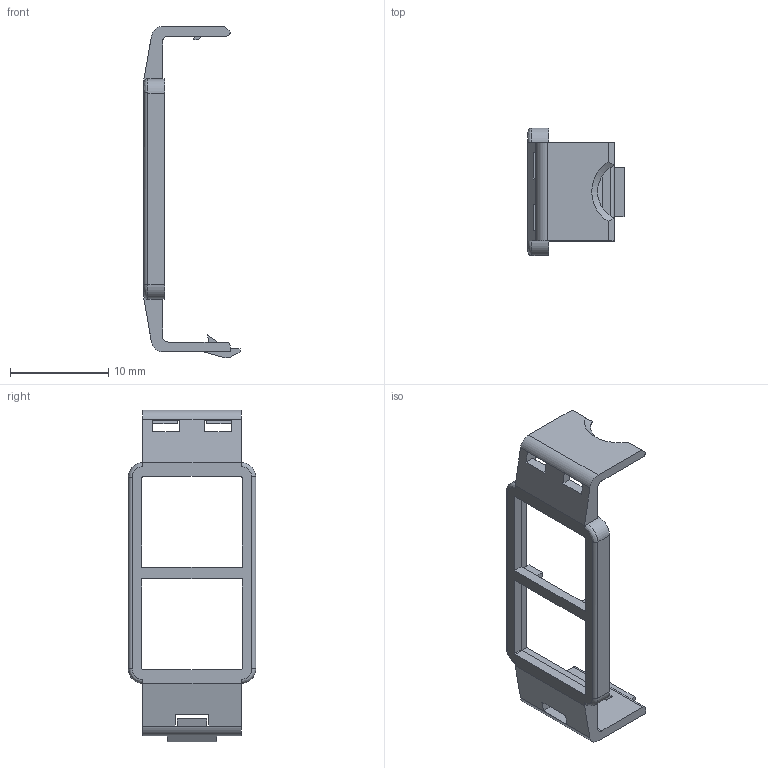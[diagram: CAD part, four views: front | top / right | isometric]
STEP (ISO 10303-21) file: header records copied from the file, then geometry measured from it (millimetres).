
FILE_DESCRIPTION (( 'STEP AP214' ), '1' );
FILE_NAME ('stqm0.step', '2018-04-12T21:18:26', ( '' ), ( '' ), 'SwSTEP 2.0', 'SolidWorks 2017', '' );
FILE_SCHEMA (( 'AUTOMOTIVE_DESIGN' ));
Length unit declared in the file: inch
Products named in the file (1): stqm0
Bounding box: 9.8 x 13 x 33.8 mm (x, y, z)
Volume: 416.3 mm3; surface area: 1045.7 mm2
Topology: 1 solids, 1 shells, 110 faces, 306 edges, 201 vertices
Faces by surface type: plane 80, cylinder 23, bspline 6, cone 1
Entity records: 5176 total; most frequent: CARTESIAN_POINT 876, ORIENTED_EDGE 612, DIRECTION 547, EDGE_CURVE 306, LINE 243, VECTOR 243, VERTEX_POINT 201, AXIS2_PLACEMENT_3D 152
